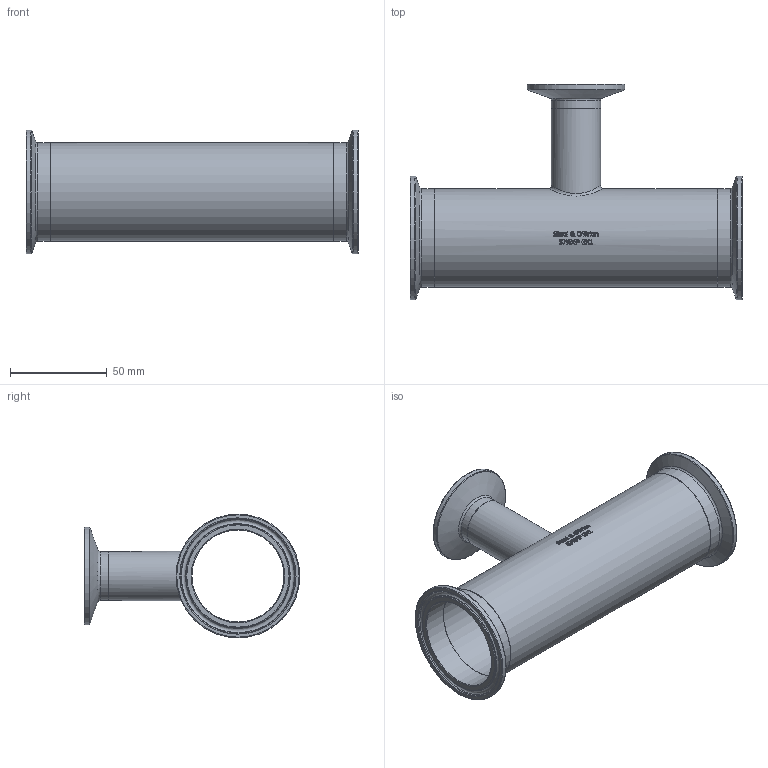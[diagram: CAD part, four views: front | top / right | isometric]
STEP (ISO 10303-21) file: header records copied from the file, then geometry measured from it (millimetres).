
FILE_DESCRIPTION(/* description */ (''),/* implementation_level */ '2;1');
FILE_NAME(/* name */ 'S7RMP-2X1.stp',/* time_stamp */ '2018-11-29T16:28:43-05:00',/* author */ ('ken'),/* organization */ (''),/* preprocessor_version */ 'ST-DEVELOPER v15.2',/* originating_system */ 'Autodesk Inventor 2014',/* authorisation */ '');
FILE_SCHEMA (('AUTOMOTIVE_DESIGN { 1 0 10303 214 3 1 1 }'));
Length unit declared in the file: inch
Products named in the file (1): S7RMP-2X1
Bounding box: 171.45 x 111.33 x 63.91 mm (x, y, z)
Volume: 64894.1 mm3; surface area: 68996.1 mm2
Topology: 1 solids, 1 shells, 412 faces, 1069 edges, 701 vertices
Faces by surface type: plane 167, bspline 163, cylinder 46, torus 27, cone 9
Full cylindrical faces by diameter (mm): 22.098 x2, 25.4 x2, 47.498 x3, 50.394 x1, 50.8 x3, 63.906 x2
Entity records: 15604 total; most frequent: CARTESIAN_POINT 6526, ORIENTED_EDGE 2030, DIRECTION 1411, EDGE_CURVE 1015, VERTEX_POINT 697, EDGE_LOOP 508, AXIS2_PLACEMENT_3D 473, LINE 465
